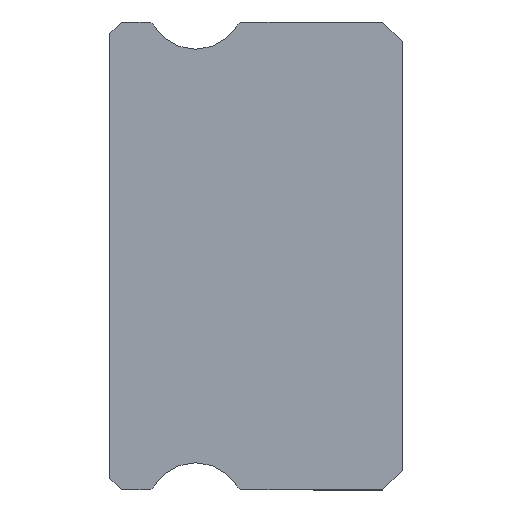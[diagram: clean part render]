
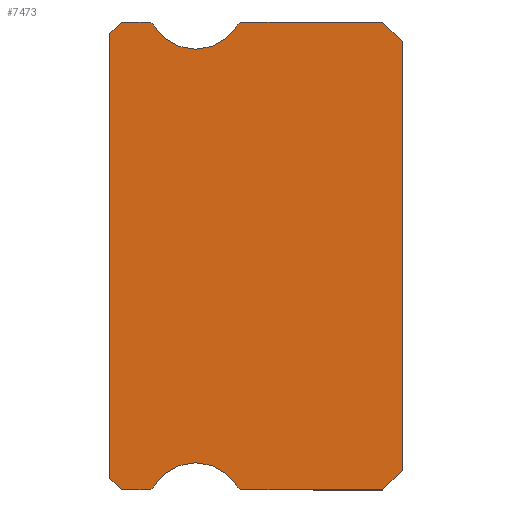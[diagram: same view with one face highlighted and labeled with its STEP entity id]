
A CAD part, left-side view. The second image highlights one B-rep face of the part: STEP entity #7473.
In plain terms, the highlighted planar face has unit normal (-1, 0, 0).
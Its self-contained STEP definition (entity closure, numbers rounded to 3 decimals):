
#92 = VECTOR ( 'NONE', #5112, 1000. ) ;
#251 = CARTESIAN_POINT ( 'NONE',  ( -15., 5.3, 5.3 ) ) ;
#292 = DIRECTION ( 'NONE',  ( 0., 0., -1. ) ) ;
#347 = ORIENTED_EDGE ( 'NONE', *, *, #6387, .F. ) ;
#365 = CARTESIAN_POINT ( 'NONE',  ( -15., 4.217, 5.925 ) ) ;
#679 = EDGE_CURVE ( 'NONE', #5916, #6195, #5162, .T. ) ;
#744 = EDGE_CURVE ( 'NONE', #3057, #7217, #5199, .T. ) ;
#758 = DIRECTION ( 'NONE',  ( 0., 1., 0. ) ) ;
#806 = CARTESIAN_POINT ( 'NONE',  ( -15., 7.5, -5.7 ) ) ;
#868 = DIRECTION ( 'NONE',  ( 0., 0., -1. ) ) ;
#894 = ORIENTED_EDGE ( 'NONE', *, *, #7414, .F. ) ;
#941 = CARTESIAN_POINT ( 'NONE',  ( -15., 7.5, 5.7 ) ) ;
#964 = ORIENTED_EDGE ( 'NONE', *, *, #1469, .T. ) ;
#1032 = DIRECTION ( 'NONE',  ( 1., 0., 0. ) ) ;
#1060 = ORIENTED_EDGE ( 'NONE', *, *, #1418, .T. ) ;
#1091 = ORIENTED_EDGE ( 'NONE', *, *, #7237, .F. ) ;
#1109 = VERTEX_POINT ( 'NONE', #365 ) ;
#1270 = CARTESIAN_POINT ( 'NONE',  ( -15., 7.2, -6. ) ) ;
#1316 = CIRCLE ( 'NONE', #2347, 0.15 ) ;
#1390 = EDGE_CURVE ( 'NONE', #7615, #2484, #2225, .T. ) ;
#1418 = EDGE_CURVE ( 'NONE', #5674, #3043, #4072, .T. ) ;
#1432 = CARTESIAN_POINT ( 'NONE',  ( -15., 0., 5.5 ) ) ;
#1467 = DIRECTION ( 'NONE',  ( -1., 0., 0. ) ) ;
#1469 = EDGE_CURVE ( 'NONE', #1943, #7620, #3345, .T. ) ;
#1517 = AXIS2_PLACEMENT_3D ( 'NONE', #5567, #4809, #4213 ) ;
#1561 = CARTESIAN_POINT ( 'NONE',  ( -15., 6.512, -5.85 ) ) ;
#1621 = VERTEX_POINT ( 'NONE', #7593 ) ;
#1698 = DIRECTION ( 'NONE',  ( 0., -1., 0. ) ) ;
#1822 = LINE ( 'NONE', #4076, #4106 ) ;
#1879 = DIRECTION ( 'NONE',  ( 0., 0.707, -0.707 ) ) ;
#1927 = CARTESIAN_POINT ( 'NONE',  ( -15., 7.5, 5.7 ) ) ;
#1942 = LINE ( 'NONE', #5469, #5183 ) ;
#1943 = VERTEX_POINT ( 'NONE', #6466 ) ;
#2020 = DIRECTION ( 'NONE',  ( 0., 0., -1. ) ) ;
#2044 = CARTESIAN_POINT ( 'NONE',  ( -15., 0., 5.5 ) ) ;
#2112 = CARTESIAN_POINT ( 'NONE',  ( -15., 6.512, -6. ) ) ;
#2153 = CIRCLE ( 'NONE', #1517, 1.25 ) ;
#2207 = EDGE_CURVE ( 'NONE', #6195, #1621, #6568, .T. ) ;
#2225 = LINE ( 'NONE', #941, #2818 ) ;
#2228 = PLANE ( 'NONE',  #3818 ) ;
#2295 = CIRCLE ( 'NONE', #3699, 0.15 ) ;
#2347 = AXIS2_PLACEMENT_3D ( 'NONE', #4050, #4640, #5281 ) ;
#2414 = DIRECTION ( 'NONE',  ( 0., 1., 0. ) ) ;
#2484 = VERTEX_POINT ( 'NONE', #1927 ) ;
#2572 = CARTESIAN_POINT ( 'NONE',  ( -15., 0., -5.5 ) ) ;
#2587 = VERTEX_POINT ( 'NONE', #806 ) ;
#2712 = ORIENTED_EDGE ( 'NONE', *, *, #7372, .F. ) ;
#2761 = CARTESIAN_POINT ( 'NONE',  ( -15., 0.5, 6. ) ) ;
#2770 = ORIENTED_EDGE ( 'NONE', *, *, #4129, .F. ) ;
#2795 = EDGE_CURVE ( 'NONE', #2587, #5674, #1942, .T. ) ;
#2818 = VECTOR ( 'NONE', #4032, 1000. ) ;
#2873 = DIRECTION ( 'NONE',  ( 0., -1., 0. ) ) ;
#2889 = AXIS2_PLACEMENT_3D ( 'NONE', #3793, #6203, #2020 ) ;
#3043 = VERTEX_POINT ( 'NONE', #5389 ) ;
#3057 = VERTEX_POINT ( 'NONE', #6532 ) ;
#3124 = DIRECTION ( 'NONE',  ( 0., 0., 1. ) ) ;
#3264 = CARTESIAN_POINT ( 'NONE',  ( -15., 0.5, 6. ) ) ;
#3320 = DIRECTION ( 'NONE',  ( 1., 0., 0. ) ) ;
#3332 = VECTOR ( 'NONE', #5052, 1000. ) ;
#3345 = LINE ( 'NONE', #2044, #3332 ) ;
#3402 = CARTESIAN_POINT ( 'NONE',  ( -15., 5.3, 6.55 ) ) ;
#3502 = ORIENTED_EDGE ( 'NONE', *, *, #744, .F. ) ;
#3594 = VECTOR ( 'NONE', #2873, 1000. ) ;
#3646 = DIRECTION ( 'NONE',  ( 0., -0.707, -0.707 ) ) ;
#3699 = AXIS2_PLACEMENT_3D ( 'NONE', #4505, #3320, #292 ) ;
#3767 = LINE ( 'NONE', #6146, #7887 ) ;
#3793 = CARTESIAN_POINT ( 'NONE',  ( -15., 4.088, -5.85 ) ) ;
#3818 = AXIS2_PLACEMENT_3D ( 'NONE', #4708, #1032, #7773 ) ;
#3855 = ORIENTED_EDGE ( 'NONE', *, *, #1390, .T. ) ;
#3968 = DIRECTION ( 'NONE',  ( 1., 0., 0. ) ) ;
#4005 = CARTESIAN_POINT ( 'NONE',  ( -15., 7.2, 6. ) ) ;
#4032 = DIRECTION ( 'NONE',  ( 0., 0.707, -0.707 ) ) ;
#4050 = CARTESIAN_POINT ( 'NONE',  ( -15., 4.088, 5.85 ) ) ;
#4072 = LINE ( 'NONE', #6486, #3594 ) ;
#4076 = CARTESIAN_POINT ( 'NONE',  ( -15., 7.2, 6. ) ) ;
#4106 = VECTOR ( 'NONE', #2414, 1000. ) ;
#4129 = EDGE_CURVE ( 'NONE', #4168, #1109, #7792, .T. ) ;
#4168 = VERTEX_POINT ( 'NONE', #251 ) ;
#4213 = DIRECTION ( 'NONE',  ( 0., 0., -1. ) ) ;
#4288 = ORIENTED_EDGE ( 'NONE', *, *, #2795, .T. ) ;
#4327 = VECTOR ( 'NONE', #758, 1000. ) ;
#4498 = DIRECTION ( 'NONE',  ( 0., 0., -1. ) ) ;
#4505 = CARTESIAN_POINT ( 'NONE',  ( -15., 6.512, 5.85 ) ) ;
#4556 = EDGE_CURVE ( 'NONE', #7217, #7620, #5767, .T. ) ;
#4627 = FACE_OUTER_BOUND ( 'NONE', #6988, .T. ) ;
#4640 = DIRECTION ( 'NONE',  ( 1., 0., 0. ) ) ;
#4658 = EDGE_CURVE ( 'NONE', #6416, #7615, #1822, .T. ) ;
#4708 = CARTESIAN_POINT ( 'NONE',  ( -15., 6.512, 5.85 ) ) ;
#4809 = DIRECTION ( 'NONE',  ( -1., 0., 0. ) ) ;
#4827 = CARTESIAN_POINT ( 'NONE',  ( -15., 6.383, 5.925 ) ) ;
#4922 = ORIENTED_EDGE ( 'NONE', *, *, #7153, .F. ) ;
#4968 = VECTOR ( 'NONE', #1879, 1000. ) ;
#5021 = CIRCLE ( 'NONE', #7695, 0.15 ) ;
#5052 = DIRECTION ( 'NONE',  ( 0., 0., 1. ) ) ;
#5111 = CARTESIAN_POINT ( 'NONE',  ( -15., 5.3, -6.55 ) ) ;
#5112 = DIRECTION ( 'NONE',  ( 0., -0.707, -0.707 ) ) ;
#5162 = LINE ( 'NONE', #2112, #4327 ) ;
#5183 = VECTOR ( 'NONE', #3646, 1000. ) ;
#5199 = LINE ( 'NONE', #7791, #6483 ) ;
#5281 = DIRECTION ( 'NONE',  ( 0., 0., -1. ) ) ;
#5372 = AXIS2_PLACEMENT_3D ( 'NONE', #3402, #1467, #868 ) ;
#5389 = CARTESIAN_POINT ( 'NONE',  ( -15., 6.512, -6. ) ) ;
#5399 = CARTESIAN_POINT ( 'NONE',  ( -15., 6.512, 6. ) ) ;
#5469 = CARTESIAN_POINT ( 'NONE',  ( -15., 7.2, -6. ) ) ;
#5482 = LINE ( 'NONE', #2572, #4968 ) ;
#5567 = CARTESIAN_POINT ( 'NONE',  ( -15., 5.3, 6.55 ) ) ;
#5578 = ORIENTED_EDGE ( 'NONE', *, *, #4658, .T. ) ;
#5647 = ORIENTED_EDGE ( 'NONE', *, *, #679, .F. ) ;
#5674 = VERTEX_POINT ( 'NONE', #1270 ) ;
#5767 = LINE ( 'NONE', #3264, #92 ) ;
#5916 = VERTEX_POINT ( 'NONE', #6101 ) ;
#6004 = VERTEX_POINT ( 'NONE', #6086 ) ;
#6076 = VERTEX_POINT ( 'NONE', #4827 ) ;
#6086 = CARTESIAN_POINT ( 'NONE',  ( -15., 6.383, -5.925 ) ) ;
#6101 = CARTESIAN_POINT ( 'NONE',  ( -15., 0.5, -6. ) ) ;
#6146 = CARTESIAN_POINT ( 'NONE',  ( -15., 7.5, 5.85 ) ) ;
#6195 = VERTEX_POINT ( 'NONE', #7838 ) ;
#6203 = DIRECTION ( 'NONE',  ( 1., 0., 0. ) ) ;
#6376 = DIRECTION ( 'NONE',  ( 0., 0., -1. ) ) ;
#6387 = EDGE_CURVE ( 'NONE', #6076, #4168, #2153, .T. ) ;
#6411 = CIRCLE ( 'NONE', #7829, 1.25 ) ;
#6416 = VERTEX_POINT ( 'NONE', #5399 ) ;
#6466 = CARTESIAN_POINT ( 'NONE',  ( -15., 0., -5.5 ) ) ;
#6483 = VECTOR ( 'NONE', #1698, 1000. ) ;
#6486 = CARTESIAN_POINT ( 'NONE',  ( -15., 6.512, -6. ) ) ;
#6532 = CARTESIAN_POINT ( 'NONE',  ( -15., 4.088, 6. ) ) ;
#6568 = CIRCLE ( 'NONE', #2889, 0.15 ) ;
#6584 = EDGE_CURVE ( 'NONE', #1621, #6004, #6411, .T. ) ;
#6988 = EDGE_LOOP ( 'NONE', ( #3855, #7465, #4288, #1060, #1091, #7013, #7347, #5647, #2712, #964, #7548, #3502, #4922, #2770, #347, #894, #5578 ) ) ;
#7013 = ORIENTED_EDGE ( 'NONE', *, *, #6584, .F. ) ;
#7153 = EDGE_CURVE ( 'NONE', #1109, #3057, #1316, .T. ) ;
#7217 = VERTEX_POINT ( 'NONE', #2761 ) ;
#7237 = EDGE_CURVE ( 'NONE', #6004, #3043, #5021, .T. ) ;
#7347 = ORIENTED_EDGE ( 'NONE', *, *, #2207, .F. ) ;
#7372 = EDGE_CURVE ( 'NONE', #1943, #5916, #5482, .T. ) ;
#7385 = EDGE_CURVE ( 'NONE', #2587, #2484, #3767, .T. ) ;
#7414 = EDGE_CURVE ( 'NONE', #6416, #6076, #2295, .T. ) ;
#7465 = ORIENTED_EDGE ( 'NONE', *, *, #7385, .F. ) ;
#7473 = ADVANCED_FACE ( 'NONE', ( #4627 ), #2228, .F. ) ;
#7529 = DIRECTION ( 'NONE',  ( -1., 0., 0. ) ) ;
#7548 = ORIENTED_EDGE ( 'NONE', *, *, #4556, .F. ) ;
#7593 = CARTESIAN_POINT ( 'NONE',  ( -15., 4.217, -5.925 ) ) ;
#7615 = VERTEX_POINT ( 'NONE', #4005 ) ;
#7620 = VERTEX_POINT ( 'NONE', #1432 ) ;
#7695 = AXIS2_PLACEMENT_3D ( 'NONE', #1561, #3968, #6376 ) ;
#7773 = DIRECTION ( 'NONE',  ( 0., 0., -1. ) ) ;
#7791 = CARTESIAN_POINT ( 'NONE',  ( -15., 6.512, 6. ) ) ;
#7792 = CIRCLE ( 'NONE', #5372, 1.25 ) ;
#7829 = AXIS2_PLACEMENT_3D ( 'NONE', #5111, #7529, #4498 ) ;
#7838 = CARTESIAN_POINT ( 'NONE',  ( -15., 4.088, -6. ) ) ;
#7887 = VECTOR ( 'NONE', #3124, 1000. ) ;
